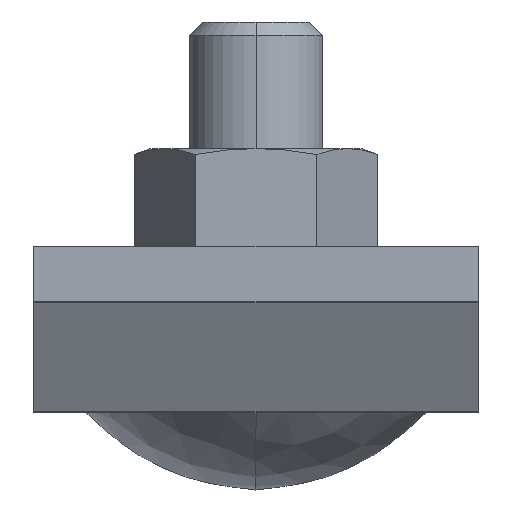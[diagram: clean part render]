
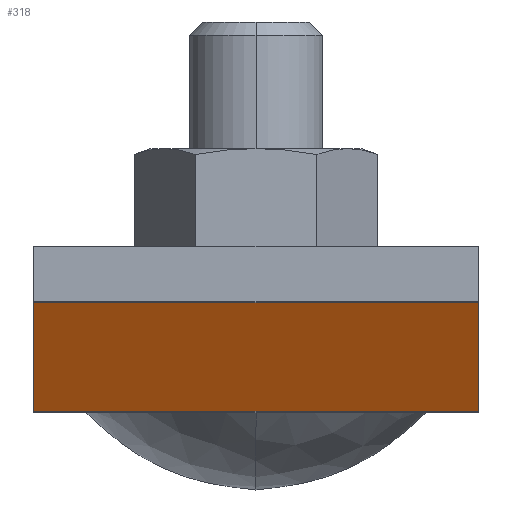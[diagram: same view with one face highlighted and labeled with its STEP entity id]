
A CAD part, front view. The second image highlights one B-rep face of the part: STEP entity #318.
In plain terms, the highlighted planar face has unit normal (0, -0.174, -0.985).
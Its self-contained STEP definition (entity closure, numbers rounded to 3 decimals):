
#318=ADVANCED_FACE('',(#577),#578,.T.);
#577=FACE_OUTER_BOUND('',#806,.T.);
#578=PLANE('',#807);
#806=EDGE_LOOP('',(#1342,#1343,#1344,#1345));
#807=AXIS2_PLACEMENT_3D('',#1346,#1347,#1348);
#1342=ORIENTED_EDGE('',*,*,#1614,.T.);
#1343=ORIENTED_EDGE('',*,*,#1615,.F.);
#1344=ORIENTED_EDGE('',*,*,#1616,.T.);
#1345=ORIENTED_EDGE('',*,*,#1611,.T.);
#1346=CARTESIAN_POINT('',(40.0,107.708,11.918));
#1347=DIRECTION('',(0.0,-0.174,-0.985));
#1348=DIRECTION('',(0.0,-0.985,0.174));
#1611=EDGE_CURVE('',#1926,#1924,#1927,.T.);
#1614=EDGE_CURVE('',#1924,#1930,#1931,.T.);
#1615=EDGE_CURVE('',#1932,#1930,#1933,.T.);
#1616=EDGE_CURVE('',#1932,#1926,#1934,.T.);
#1924=VERTEX_POINT('',#2585);
#1926=VERTEX_POINT('',#2587);
#1927=LINE('',#2588,#2589);
#1930=VERTEX_POINT('',#2592);
#1931=LINE('',#2593,#2594);
#1932=VERTEX_POINT('',#2595);
#1933=LINE('',#2596,#2597);
#1934=LINE('',#2598,#2599);
#2585=CARTESIAN_POINT('',(0.0,79.998,16.804));
#2587=CARTESIAN_POINT('',(40.0,79.998,16.804));
#2588=CARTESIAN_POINT('',(40.0,79.998,16.804));
#2589=VECTOR('',#2818,1.0);
#2592=CARTESIAN_POINT('',(0.0,135.419,7.032));
#2593=CARTESIAN_POINT('',(0.0,135.419,7.032));
#2594=VECTOR('',#2822,1.0);
#2595=CARTESIAN_POINT('',(40.0,135.419,7.032));
#2596=CARTESIAN_POINT('',(40.0,135.419,7.032));
#2597=VECTOR('',#2823,1.0);
#2598=CARTESIAN_POINT('',(40.0,135.419,7.032));
#2599=VECTOR('',#2824,1.0);
#2818=DIRECTION('',(-1.0,0.0,0.0));
#2822=DIRECTION('',(0.0,0.985,-0.174));
#2823=DIRECTION('',(-1.0,0.0,0.0));
#2824=DIRECTION('',(0.0,-0.985,0.174));
